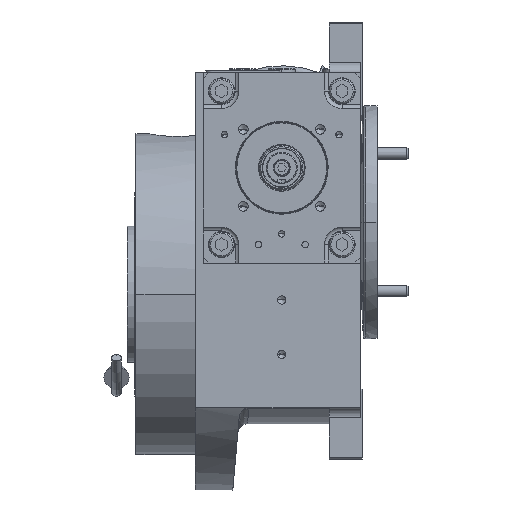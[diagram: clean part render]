
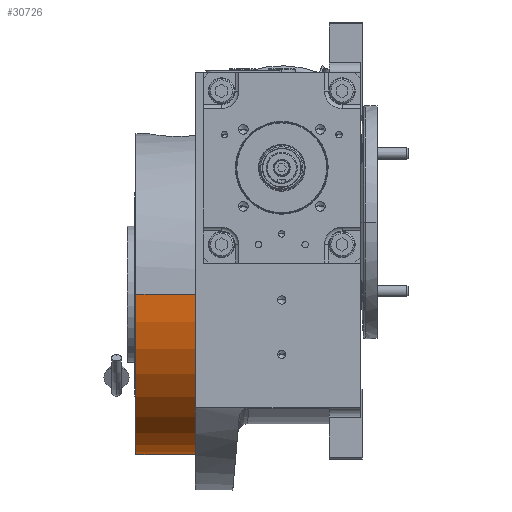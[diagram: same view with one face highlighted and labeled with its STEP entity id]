
A CAD part, left-side view. The second image highlights one B-rep face of the part: STEP entity #30726.
In plain terms, the highlighted cylindrical face has radius 82.5 mm (diameter 165 mm), a partial arc.
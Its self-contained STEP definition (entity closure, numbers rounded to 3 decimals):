
#107 = VECTOR ( 'NONE', #25999, 1000. ) ;
#2910 = CARTESIAN_POINT ( 'NONE',  ( 0., 0., 30.5 ) ) ;
#4435 = CARTESIAN_POINT ( 'NONE',  ( 0., 0., 0. ) ) ;
#13626 = CYLINDRICAL_SURFACE ( 'NONE', #88231, 82.5 ) ;
#14116 = DIRECTION ( 'NONE',  ( 0., 0., 1. ) ) ;
#18929 = LINE ( 'NONE', #57004, #77136 ) ;
#24560 = CARTESIAN_POINT ( 'NONE',  ( 82.5, 0., 30.5 ) ) ;
#25513 = LINE ( 'NONE', #84353, #107 ) ;
#25999 = DIRECTION ( 'NONE',  ( 0., 0., 1. ) ) ;
#30726 = ADVANCED_FACE ( 'NONE', ( #81826 ), #13626, .T. ) ;
#31355 = ORIENTED_EDGE ( 'NONE', *, *, #77433, .T. ) ;
#34267 = DIRECTION ( 'NONE',  ( 0., 0., 1. ) ) ;
#34601 = DIRECTION ( 'NONE',  ( 0., 0., 1. ) ) ;
#34852 = VERTEX_POINT ( 'NONE', #68211 ) ;
#35623 = CARTESIAN_POINT ( 'NONE',  ( -82.5, 0., 30.5 ) ) ;
#38006 = ORIENTED_EDGE ( 'NONE', *, *, #40433, .F. ) ;
#40433 = EDGE_CURVE ( 'NONE', #77090, #85612, #25513, .T. ) ;
#44305 = DIRECTION ( 'NONE',  ( 1., 0., 0. ) ) ;
#47907 = DIRECTION ( 'NONE',  ( 1., 0., 0. ) ) ;
#48976 = AXIS2_PLACEMENT_3D ( 'NONE', #4435, #34601, #64741 ) ;
#50947 = EDGE_LOOP ( 'NONE', ( #31355, #55699, #38006, #70493 ) ) ;
#55323 = DIRECTION ( 'NONE',  ( 0., 0., 1. ) ) ;
#55699 = ORIENTED_EDGE ( 'NONE', *, *, #76107, .F. ) ;
#57004 = CARTESIAN_POINT ( 'NONE',  ( -82.5, 0., 0. ) ) ;
#64741 = DIRECTION ( 'NONE',  ( 1., 0., 0. ) ) ;
#66059 = CARTESIAN_POINT ( 'NONE',  ( 0., 0., 0. ) ) ;
#68211 = CARTESIAN_POINT ( 'NONE',  ( -82.5, 0., 0. ) ) ;
#69444 = CIRCLE ( 'NONE', #48976, 82.5 ) ;
#70493 = ORIENTED_EDGE ( 'NONE', *, *, #97542, .T. ) ;
#71938 = CARTESIAN_POINT ( 'NONE',  ( 82.5, 0., 0. ) ) ;
#75786 = VERTEX_POINT ( 'NONE', #35623 ) ;
#76107 = EDGE_CURVE ( 'NONE', #85612, #75786, #83172, .T. ) ;
#77090 = VERTEX_POINT ( 'NONE', #71938 ) ;
#77136 = VECTOR ( 'NONE', #34267, 1000. ) ;
#77433 = EDGE_CURVE ( 'NONE', #34852, #75786, #18929, .T. ) ;
#81826 = FACE_OUTER_BOUND ( 'NONE', #50947, .T. ) ;
#83172 = CIRCLE ( 'NONE', #84734, 82.5 ) ;
#84353 = CARTESIAN_POINT ( 'NONE',  ( 82.5, 0., 0. ) ) ;
#84734 = AXIS2_PLACEMENT_3D ( 'NONE', #2910, #55323, #47907 ) ;
#85612 = VERTEX_POINT ( 'NONE', #24560 ) ;
#88231 = AXIS2_PLACEMENT_3D ( 'NONE', #66059, #14116, #44305 ) ;
#97542 = EDGE_CURVE ( 'NONE', #77090, #34852, #69444, .T. ) ;
